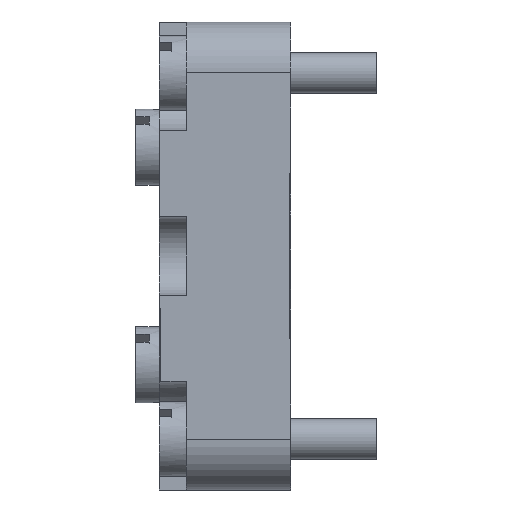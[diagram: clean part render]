
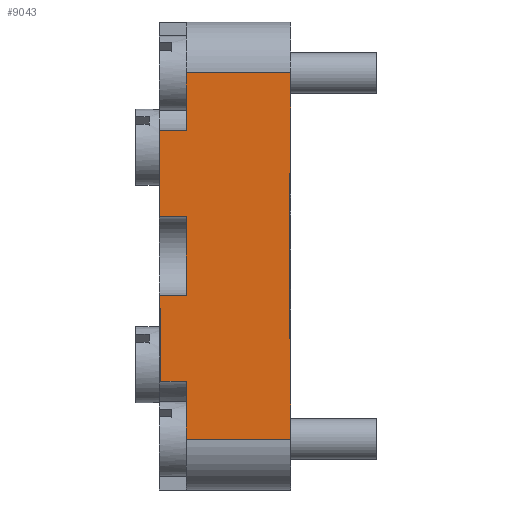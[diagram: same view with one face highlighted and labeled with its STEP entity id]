
A CAD part, left-side view. The second image highlights one B-rep face of the part: STEP entity #9043.
In plain terms, the highlighted free-form (B-spline) face has degree [1, 1] with [2, 2] control points.
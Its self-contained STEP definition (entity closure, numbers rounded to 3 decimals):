
#8478=CARTESIAN_POINT('V96',(-25.75,7.7,
   -13.5));
#8479=VERTEX_POINT('V96',#8478);
#8502=CARTESIAN_POINT('V97',(-25.75,0.,
   -13.5));
#8503=VERTEX_POINT('V97',#8502);
#8517=CARTESIAN_POINT('E124',(-25.75,0.,
   -13.5));
#8518=CARTESIAN_POINT('E124',(-25.75,7.7,
   -13.5));
#8519=B_SPLINE_CURVE_WITH_KNOTS('E124',1,(#8517,#8518),
   .POLYLINE_FORM.,.F.,.U.,(2,2),(0.0,0.794),
   .UNSPECIFIED.);
#8520=EDGE_CURVE('E124',#8503,#8479,#8519,.T.);
#8530=CARTESIAN_POINT('V90',(-25.75,7.7,
   -2.9));
#8531=VERTEX_POINT('V90',#8530);
#8532=CARTESIAN_POINT('V89',(-25.75,7.7,
   2.9));
#8533=VERTEX_POINT('V89',#8532);
#8549=CARTESIAN_POINT('E117',(-25.75,7.7,
   2.9));
#8550=CARTESIAN_POINT('E117',(-25.75,7.7,
   -2.9));
#8551=QUASI_UNIFORM_CURVE('E117',1,(#8549,#8550),.POLYLINE_FORM.,.F.,
   .U.);
#8552=EDGE_CURVE('E117',#8533,#8531,#8551,.T.);
#8575=CARTESIAN_POINT('V91',(-25.75,9.7,
   -2.9));
#8576=VERTEX_POINT('V91',#8575);
#8577=CARTESIAN_POINT('E118',(-25.75,7.7,
   -2.9));
#8578=CARTESIAN_POINT('E118',(-25.75,9.7,
   -2.9));
#8579=QUASI_UNIFORM_CURVE('E118',1,(#8577,#8578),.POLYLINE_FORM.,.F.,
   .U.);
#8580=EDGE_CURVE('E118',#8531,#8576,#8579,.T.);
#8583=CARTESIAN_POINT('V88',(-25.75,9.7,
   2.9));
#8584=VERTEX_POINT('V88',#8583);
#8585=CARTESIAN_POINT('E116',(-25.75,9.7,
   2.9));
#8586=CARTESIAN_POINT('E116',(-25.75,7.7,
   2.9));
#8587=QUASI_UNIFORM_CURVE('E116',1,(#8585,#8586),.POLYLINE_FORM.,.F.,
   .U.);
#8588=EDGE_CURVE('E116',#8584,#8533,#8587,.T.);
#8843=CARTESIAN_POINT('V85',(-25.75,7.7,
   13.5));
#8844=VERTEX_POINT('V85',#8843);
#8845=CARTESIAN_POINT('V86',(-25.75,7.7,
   9.25));
#8846=VERTEX_POINT('V86',#8845);
#8847=CARTESIAN_POINT('E113',(-25.75,7.7,
   13.5));
#8848=CARTESIAN_POINT('E113',(-25.75,7.7,
   9.25));
#8849=QUASI_UNIFORM_CURVE('E113',1,(#8847,#8848),.POLYLINE_FORM.,.F.,
   .U.);
#8850=EDGE_CURVE('E113',#8844,#8846,#8849,.T.);
#8922=CARTESIAN_POINT('V84',(-25.75,0.,
   13.5));
#8923=VERTEX_POINT('V84',#8922);
#8924=CARTESIAN_POINT('E112',(-25.75,0.,
   13.5));
#8925=CARTESIAN_POINT('E112',(-25.75,7.7,
   13.5));
#8926=B_SPLINE_CURVE_WITH_KNOTS('E112',1,(#8924,#8925),
   .POLYLINE_FORM.,.F.,.U.,(2,2),(0.0,0.794),
   .UNSPECIFIED.);
#8927=EDGE_CURVE('E112',#8923,#8844,#8926,.T.);
#8952=CARTESIAN_POINT('F34',(-25.75,9.7,
   13.5));
#8953=CARTESIAN_POINT('F34',(-25.75,9.7,
   -13.5));
#8954=CARTESIAN_POINT('F34',(-25.75,0.,
   13.5));
#8955=CARTESIAN_POINT('F34',(-25.75,0.,
   -13.5));
#8956=B_SPLINE_SURFACE_WITH_KNOTS('F34',1,1,((#8952,#8954),(#8953,
   #8955)),.PLANE_SURF.,.F.,.F.,.U.,(2,2),(2,2),(0.0,
   2.784),(0.0,1.0),.UNSPECIFIED.);
#8957=CARTESIAN_POINT('V81',(-25.75,0.1,
   -6.1));
#8958=VERTEX_POINT('V81',#8957);
#8959=CARTESIAN_POINT('V82',(-25.75,0.1,
   6.1));
#8960=VERTEX_POINT('V82',#8959);
#8961=CARTESIAN_POINT('E109',(-25.75,0.1,
   -6.1));
#8962=CARTESIAN_POINT('E109',(-25.75,0.1,
   6.1));
#8963=B_SPLINE_CURVE_WITH_KNOTS('E109',1,(#8961,#8962),
   .POLYLINE_FORM.,.F.,.U.,(2,2),(0.0,122.0),.UNSPECIFIED.);
#8964=EDGE_CURVE('E109',#8958,#8960,#8963,.T.);
#8965=ORIENTED_EDGE('E109',*,*,#8964,.T.);
#8966=CARTESIAN_POINT('V83',(-25.75,0.,
   6.1));
#8967=VERTEX_POINT('V83',#8966);
#8968=CARTESIAN_POINT('E110',(-25.75,0.1,
   6.1));
#8969=CARTESIAN_POINT('E110',(-25.75,0.,
   6.1));
#8970=QUASI_UNIFORM_CURVE('E110',1,(#8968,#8969),.POLYLINE_FORM.,.F.,
   .U.);
#8971=EDGE_CURVE('E110',#8960,#8967,#8970,.T.);
#8972=ORIENTED_EDGE('E110',*,*,#8971,.T.);
#8973=CARTESIAN_POINT('E111',(-25.75,0.,
   13.5));
#8974=CARTESIAN_POINT('E111',(-25.75,0.,
   6.1));
#8975=B_SPLINE_CURVE_WITH_KNOTS('E111',1,(#8973,#8974),
   .POLYLINE_FORM.,.F.,.U.,(2,2),(0.0,0.274),
   .UNSPECIFIED.);
#8976=EDGE_CURVE('E111',#8923,#8967,#8975,.T.);
#8977=ORIENTED_EDGE('E111',*,*,#8976,.F.);
#8978=ORIENTED_EDGE('E112',*,*,#8927,.T.);
#8979=ORIENTED_EDGE('E113',*,*,#8850,.T.);
#8980=CARTESIAN_POINT('V87',(-25.75,9.7,
   9.25));
#8981=VERTEX_POINT('V87',#8980);
#8982=CARTESIAN_POINT('E114',(-25.75,7.7,
   9.25));
#8983=CARTESIAN_POINT('E114',(-25.75,9.7,
   9.25));
#8984=QUASI_UNIFORM_CURVE('E114',1,(#8982,#8983),.POLYLINE_FORM.,.F.,
   .U.);
#8985=EDGE_CURVE('E114',#8846,#8981,#8984,.T.);
#8986=ORIENTED_EDGE('E114',*,*,#8985,.T.);
#8987=CARTESIAN_POINT('E115',(-25.75,9.7,
   2.9));
#8988=CARTESIAN_POINT('E115',(-25.75,9.7,
   9.25));
#8989=B_SPLINE_CURVE_WITH_KNOTS('E115',1,(#8987,#8988),
   .POLYLINE_FORM.,.F.,.U.,(2,2),(0.607,
   0.843),.UNSPECIFIED.);
#8990=EDGE_CURVE('E115',#8584,#8981,#8989,.T.);
#8991=ORIENTED_EDGE('E115',*,*,#8990,.F.);
#8992=ORIENTED_EDGE('E116',*,*,#8588,.T.);
#8993=ORIENTED_EDGE('F129',*,*,#8552,.T.);
#8994=ORIENTED_EDGE('E118',*,*,#8580,.T.);
#8995=CARTESIAN_POINT('V92',(-25.75,9.7,
   -3.85));
#8996=VERTEX_POINT('V92',#8995);
#8997=CARTESIAN_POINT('E119',(-25.75,9.7,
   -3.85));
#8998=CARTESIAN_POINT('E119',(-25.75,9.7,
   -2.9));
#8999=B_SPLINE_CURVE_WITH_KNOTS('E119',1,(#8997,#8998),
   .POLYLINE_FORM.,.F.,.U.,(2,2),(0.357,
   0.393),.UNSPECIFIED.);
#9000=EDGE_CURVE('E119',#8996,#8576,#8999,.T.);
#9001=ORIENTED_EDGE('E119',*,*,#9000,.F.);
#9002=CARTESIAN_POINT('V93',(-25.75,9.6,
   -3.85));
#9003=VERTEX_POINT('V93',#9002);
#9004=CARTESIAN_POINT('E120',(-25.75,9.7,
   -3.85));
#9005=CARTESIAN_POINT('E120',(-25.75,9.6,
   -3.85));
#9006=QUASI_UNIFORM_CURVE('E120',1,(#9004,#9005),.POLYLINE_FORM.,.F.,
   .U.);
#9007=EDGE_CURVE('E120',#8996,#9003,#9006,.T.);
#9008=ORIENTED_EDGE('E120',*,*,#9007,.T.);
#9009=CARTESIAN_POINT('V94',(-25.75,9.6,
   -9.25));
#9010=VERTEX_POINT('V94',#9009);
#9011=CARTESIAN_POINT('E121',(-25.75,9.6,
   -3.85));
#9012=CARTESIAN_POINT('E121',(-25.75,9.6,
   -9.25));
#9013=B_SPLINE_CURVE_WITH_KNOTS('E121',1,(#9011,#9012),
   .POLYLINE_FORM.,.F.,.U.,(2,2),(1.,55.0),
   .UNSPECIFIED.);
#9014=EDGE_CURVE('E121',#9003,#9010,#9013,.T.);
#9015=ORIENTED_EDGE('E121',*,*,#9014,.T.);
#9016=CARTESIAN_POINT('V95',(-25.75,7.7,
   -9.25));
#9017=VERTEX_POINT('V95',#9016);
#9018=CARTESIAN_POINT('E122',(-25.75,9.6,
   -9.25));
#9019=CARTESIAN_POINT('E122',(-25.75,7.7,
   -9.25));
#9020=B_SPLINE_CURVE_WITH_KNOTS('E122',1,(#9018,#9019),
   .POLYLINE_FORM.,.F.,.U.,(2,2),(0.05,1.0),
   .UNSPECIFIED.);
#9021=EDGE_CURVE('E122',#9010,#9017,#9020,.T.);
#9022=ORIENTED_EDGE('E122',*,*,#9021,.T.);
#9023=CARTESIAN_POINT('E123',(-25.75,7.7,
   -9.25));
#9024=CARTESIAN_POINT('E123',(-25.75,7.7,
   -13.5));
#9025=QUASI_UNIFORM_CURVE('E123',1,(#9023,#9024),.POLYLINE_FORM.,.F.,
   .U.);
#9026=EDGE_CURVE('E123',#9017,#8479,#9025,.T.);
#9027=ORIENTED_EDGE('E123',*,*,#9026,.T.);
#9028=ORIENTED_EDGE('F125',*,*,#8520,.F.);
#9029=CARTESIAN_POINT('V98',(-25.75,0.,
   -6.1));
#9030=VERTEX_POINT('V98',#9029);
#9031=CARTESIAN_POINT('E125',(-25.75,0.,
   -6.1));
#9032=CARTESIAN_POINT('E125',(-25.75,0.,
   -13.5));
#9033=B_SPLINE_CURVE_WITH_KNOTS('E125',1,(#9031,#9032),
   .POLYLINE_FORM.,.F.,.U.,(2,2),(0.726,1.0),
   .UNSPECIFIED.);
#9034=EDGE_CURVE('E125',#9030,#8503,#9033,.T.);
#9035=ORIENTED_EDGE('E125',*,*,#9034,.F.);
#9036=CARTESIAN_POINT('E126',(-25.75,0.,
   -6.1));
#9037=CARTESIAN_POINT('E126',(-25.75,0.1,
   -6.1));
#9038=QUASI_UNIFORM_CURVE('E126',1,(#9036,#9037),.POLYLINE_FORM.,.F.,
   .U.);
#9039=EDGE_CURVE('E126',#9030,#8958,#9038,.T.);
#9040=ORIENTED_EDGE('E126',*,*,#9039,.T.);
#9041=EDGE_LOOP('F34',(#8965,#8972,#8977,#8978,#8979,#8986,#8991,
   #8992,#8993,#8994,#9001,#9008,#9015,#9022,#9027,#9028,#9035,#9040)
   );
#9042=FACE_OUTER_BOUND('F34',#9041,.T.);
#9043=ADVANCED_FACE('F34',(#9042),#8956,.T.);
